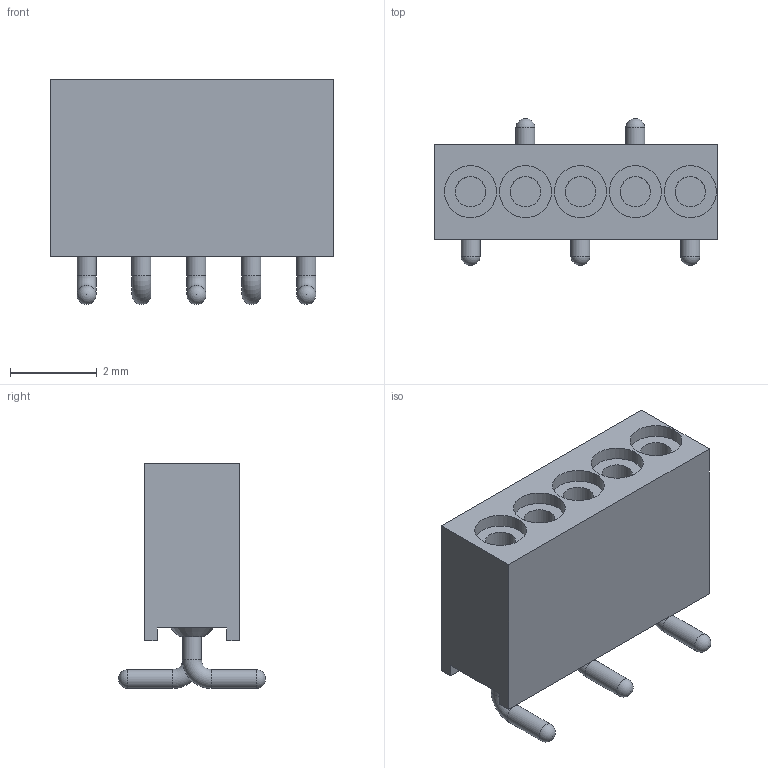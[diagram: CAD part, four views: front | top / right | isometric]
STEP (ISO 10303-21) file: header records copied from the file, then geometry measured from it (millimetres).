
FILE_DESCRIPTION(('FreeCAD Model'),'2;1');
FILE_NAME('1551-05-1-xx-xx.step', '2026-04-02T13:12:36',('Author'),(''), 'Open CASCADE STEP processor 6.8','FreeCAD','Unknown');
FILE_SCHEMA(('AUTOMOTIVE_DESIGN_CC2 { 1 2 10303 214 -1 1 5 4 }'));
Length unit declared in the file: millimetre
Products named in the file (1): 1551-05-1-xx-xx
Bounding box: 6.55 x 3.4 x 5.2 mm (x, y, z)
Volume: 49.8 mm3; surface area: 167.8 mm2
Topology: 1 solids, 1 shells, 65 faces, 141 edges, 93 vertices
Faces by surface type: cylinder 25, plane 25, sphere 5, torus 5, cone 5
Full cylindrical faces by diameter (mm): 0.44 x10, 0.7 x5, 1.2 x10
Entity records: 8242 total; most frequent: CARTESIAN_POINT 5223, DIRECTION 413, ORIENTED_EDGE 272, PCURVE 272, DEFINITIONAL_REPRESENTATION 272, B_SPLINE_CURVE_WITH_KNOTS 189, AXIS2_PLACEMENT_3D 148, EDGE_CURVE 136
